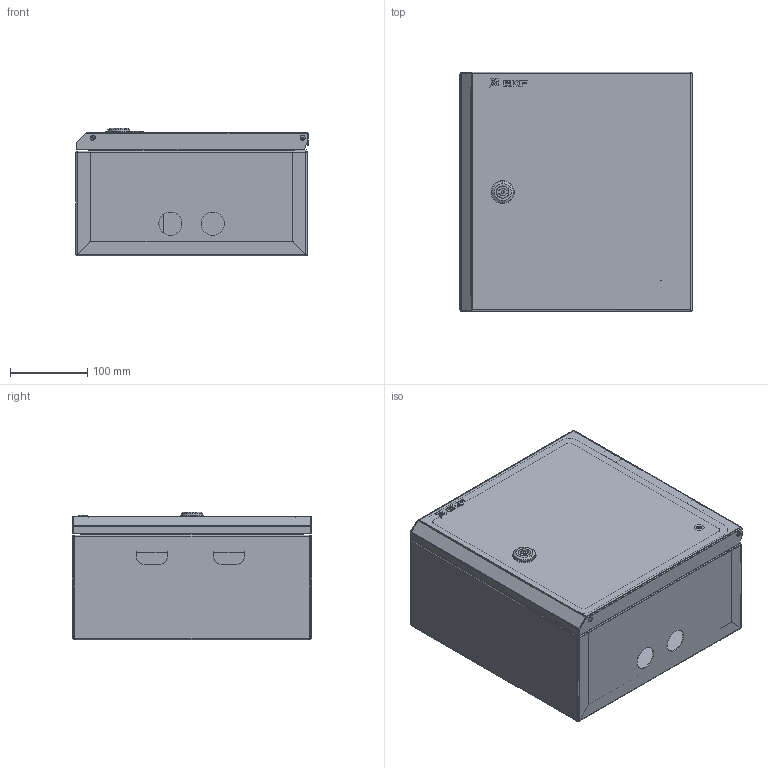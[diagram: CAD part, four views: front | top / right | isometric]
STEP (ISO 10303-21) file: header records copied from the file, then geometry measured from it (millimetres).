
FILE_DESCRIPTION (( 'STEP AP214' ), '1' );
FILE_NAME ('ÌÈ-467.00.00.000 ÙÓ 1-1-1 (2 äâåðè) ( 310õ300õ160) EKF IP54.STEP', '2017-08-29T07:09:03', ( 'Admin' ), ( '' ), 'SwSTEP 2.0', 'SolidWorks 2017', '' );
FILE_SCHEMA (( 'AUTOMOTIVE_DESIGN' ));
Length unit declared in the file: millimetre
Products named in the file (41): cross ph tapping 968_din_Screw DIN 968-ST4.2x13-C-H-N; pan head cross recess screw_din_ISO 7045 - M4 x 6 - Z --- 6N; DIN-ðåéêà 90; Ïðîêëàäêà; DIN-ðåéêà 60; Washer 6402_3_gost_丐ｩ｡ 2 6 ヮ葬 6402-70; ÌÈ-467.03.00.001 Îïîðà; ÌÈ-463.03.00.001 Ïàíåëü ìîíòàæíàÿ; 哏铌; ÌÈ-467.01.00.000 Êîðïóñ â ñáîðå; Ïðîêëàäêà ìåòàëëè÷åñêàÿ; ÌÈ-431.01.00.002 Ñòåíêà íèæíÿÿ; Òåëî çàìêà; ÌÈ-431.01.00.001 Ñòåíêà âåðõíÿÿ; Çàêëåïêà öèëèíäðè÷åñêàÿ Ì4 ÑÒ-Á ñ âíóòðåííåé ðåçüáîé_Œ8; ÌÈ-467.01.01.000 Ñòåíêà çàäíÿÿ â ñáîðå; ÌÈ-467.04.00.001 Îïåðàòèâíàÿ ïàíåëü; Êðîíøòåéí 40õ40; hex flange nut_din_Hexagon Flange Nut DIN 6923 - M6 - N; split pin_din_DIN 94-4x56-C-St; 昈-467.01.01.002 赶鎀鍧; ÌÈ-467.02.00.000 Äâåðü â ñáîðå; rivet 02_din_DIN 660-4x8-St-A-3; Øïèëüêà îáìåäíåííàÿ Ì6õ20; 呧蜦 3D; Íàâåñêà íà êîðïóñ ïîä êëåïêó; Øïèëüêà Ì6õ12; Ïåòëÿ íà äâåðü ï-îáðàçíàÿ; pan head cross recess screw_din_ISO 7045 - M4 x 16 - Z --- 16N; ÌÈ-467.01.01.001 Ñòåíêà çàäíÿÿ; ÓÊ íà äâåðü; ÌÈ-467.04.00.000 Îïåðàòèâíàÿ ïàíåëü â ñáîðå; Çàìîê áîëüøîé; ÌÈ-467.00.00.000 ÙÓ 1-1-1 (2 äâåðè) ( 310õ300õ160) EKF IP54; ﾌﾈ-467.02.00.001 ﾄ粢; Çàìîê ïî÷òîâûé; ÌÈ-467.03.00.000 Ïàíåëü ìîíòàæíàÿ â ñáîðå; Âíóòðåííåå òåëî çàìêà; Ãàéêà; rivet 02_din_DIN 660-4x6-St-A-1 ...
Assembly tree (59 placements, depth 4):
  ÌÈ-467.00.00.000 ÙÓ 1-1-1 (2 äâåðè) ( 310õ300õ160) EKF IP54
    ÌÈ-467.01.00.000 Êîðïóñ â ñáîðå
      ÌÈ-467.01.01.000 Ñòåíêà çàäíÿÿ â ñáîðå
        ÌÈ-467.01.01.001 Ñòåíêà çàäíÿÿ
        Øïèëüêà Ì6õ12
        Øïèëüêà îáìåäíåííàÿ Ì6õ20  x2
        昈-467.01.01.002 赶鎀鍧
        Êðîíøòåéí 40õ40  x2
      ÌÈ-431.01.00.001 Ñòåíêà âåðõíÿÿ
      ÌÈ-431.01.00.002 Ñòåíêà íèæíÿÿ
    ÌÈ-467.03.00.000 Ïàíåëü ìîíòàæíàÿ â ñáîðå
      ÌÈ-463.03.00.001 Ïàíåëü ìîíòàæíàÿ
      ÌÈ-467.03.00.001 Îïîðà
      DIN-ðåéêà 60
      DIN-ðåéêà 90
      cross ph tapping 968_din_Screw DIN 968-ST4.2x13-C-H-N  x4
      rivet 02_din_DIN 660-4x6-St-A-1  x2
    ÌÈ-467.02.00.000 Äâåðü â ñáîðå
      ﾌﾈ-467.02.00.001 ﾄ粢
      Çàìîê áîëüøîé
      ÓÊ íà äâåðü
      Øïèëüêà Ì6õ12
      Ïåòëÿ íà äâåðü ï-îáðàçíàÿ  x2
      呧蜦 3D
    hex flange nut_din_Hexagon Flange Nut DIN 6923 - M6 - N  x4
    ÌÈ-467.04.00.000 Îïåðàòèâíàÿ ïàíåëü â ñáîðå
      ÌÈ-467.04.00.001 Îïåðàòèâíàÿ ïàíåëü
      Çàêëåïêà öèëèíäðè÷åñêàÿ Ì4 ÑÒ-Á ñ âíóòðåííåé ðåçüáîé_Œ8  x2
      Çàìîê ïî÷òîâûé
        Òåëî çàìêà
        Ïðîêëàäêà ìåòàëëè÷åñêàÿ
        哏铌
        Washer 6402_3_gost_丐ｩ｡ 2 6 ヮ葬 6402-70
        Ïðîêëàäêà
        pan head cross recess screw_din_ISO 7045 - M4 x 6 - Z --- 6N
        Ïðîêëàäêà ìåòàëëè÷åñêàÿ 2
        Ãàéêà
        Âíóòðåííåå òåëî çàìêà
      Øïèëüêà Ì6õ12
    pan head cross recess screw_din_ISO 7045 - M4 x 16 - Z --- 16N  x2
    Íàâåñêà íà êîðïóñ ïîä êëåïêó  x2
    rivet 02_din_DIN 660-4x8-St-A-3  x4
    split pin_din_DIN 94-4x56-C-St  x2
Bounding box: 301 x 310 x 165.74 mm (x, y, z)
Volume: 664545.6 mm3; surface area: 1230386.1 mm2
Topology: 60 solids, 65 shells, 1826 faces, 4383 edges, 2714 vertices
Faces by surface type: plane 998, cylinder 477, bspline 165, cone 100, torus 72, sphere 14
Entity records: 43516 total; most frequent: CARTESIAN_POINT 10968, DIRECTION 6240, ORIENTED_EDGE 6168, EDGE_CURVE 3084, AXIS2_PLACEMENT_3D 2144, LINE 1952, VECTOR 1952, VERTEX_POINT 1918
